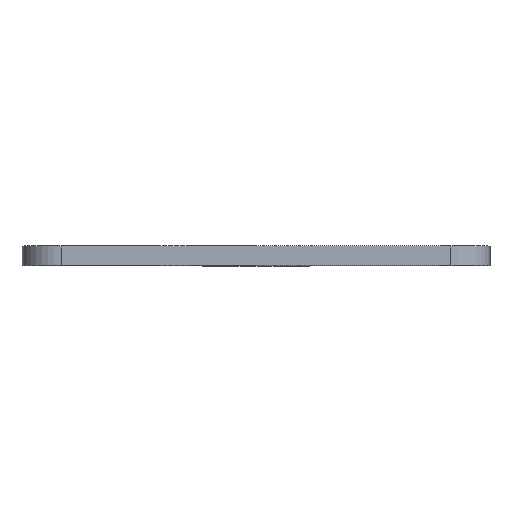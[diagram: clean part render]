
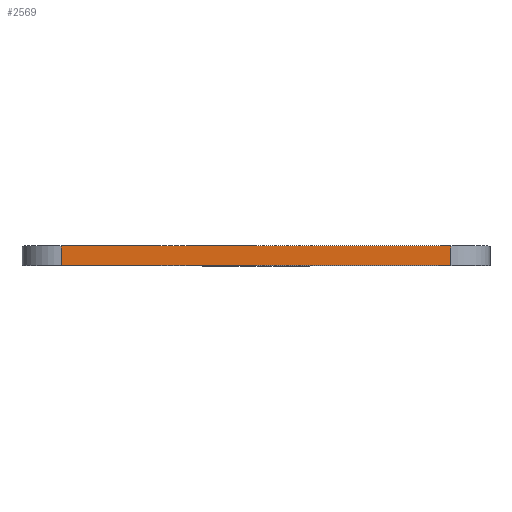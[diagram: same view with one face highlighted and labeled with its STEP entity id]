
A CAD part, top view. The second image highlights one B-rep face of the part: STEP entity #2569.
In plain terms, the highlighted planar face has unit normal (0, 0, 1).
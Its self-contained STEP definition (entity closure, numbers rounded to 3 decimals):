
#73 = PLANE('',#74);
#74 = AXIS2_PLACEMENT_3D('',#75,#76,#77);
#75 = CARTESIAN_POINT('',(0.,0.,
    15.264));
#76 = DIRECTION('',(0.,1.,0.));
#77 = DIRECTION('',(-1.,-0.,0.));
#132 = PLANE('',#133);
#133 = AXIS2_PLACEMENT_3D('',#134,#135,#136);
#134 = CARTESIAN_POINT('',(0.,-6.35,
    15.263));
#135 = DIRECTION('',(0.,1.,0.));
#136 = DIRECTION('',(-1.,-0.,0.));
#1166 = VERTEX_POINT('',#1167);
#1167 = CARTESIAN_POINT('',(63.5,-6.35,114.3));
#1186 = CYLINDRICAL_SURFACE('',#1187,12.7);
#1187 = AXIS2_PLACEMENT_3D('',#1188,#1189,#1190);
#1188 = CARTESIAN_POINT('',(63.5,-6.35,101.6));
#1189 = DIRECTION('',(-0.,1.,0.));
#1190 = DIRECTION('',(-1.,-0.,0.));
#1198 = EDGE_CURVE('',#1166,#1199,#1201,.T.);
#1199 = VERTEX_POINT('',#1200);
#1200 = CARTESIAN_POINT('',(-63.5,-6.35,114.3));
#1201 = SURFACE_CURVE('',#1202,(#1206,#1213),.PCURVE_S1.);
#1202 = LINE('',#1203,#1204);
#1203 = CARTESIAN_POINT('',(-63.5,-6.35,114.3));
#1204 = VECTOR('',#1205,1.);
#1205 = DIRECTION('',(-1.,0.,0.));
#1206 = PCURVE('',#132,#1207);
#1207 = DEFINITIONAL_REPRESENTATION('',(#1208),#1212);
#1208 = LINE('',#1209,#1210);
#1209 = CARTESIAN_POINT('',(63.5,99.036));
#1210 = VECTOR('',#1211,1.);
#1211 = DIRECTION('',(1.,0.));
#1212 = ( GEOMETRIC_REPRESENTATION_CONTEXT(2) 
PARAMETRIC_REPRESENTATION_CONTEXT() REPRESENTATION_CONTEXT('2D SPACE',''
  ) );
#1213 = PCURVE('',#1214,#1219);
#1214 = PLANE('',#1215);
#1215 = AXIS2_PLACEMENT_3D('',#1216,#1217,#1218);
#1216 = CARTESIAN_POINT('',(-63.5,-6.35,114.3));
#1217 = DIRECTION('',(0.,0.,-1.));
#1218 = DIRECTION('',(0.,1.,0.));
#1219 = DEFINITIONAL_REPRESENTATION('',(#1220),#1224);
#1220 = LINE('',#1221,#1222);
#1221 = CARTESIAN_POINT('',(0.,0.));
#1222 = VECTOR('',#1223,1.);
#1223 = DIRECTION('',(0.,-1.));
#1224 = ( GEOMETRIC_REPRESENTATION_CONTEXT(2) 
PARAMETRIC_REPRESENTATION_CONTEXT() REPRESENTATION_CONTEXT('2D SPACE',''
  ) );
#1247 = CYLINDRICAL_SURFACE('',#1248,12.7);
#1248 = AXIS2_PLACEMENT_3D('',#1249,#1250,#1251);
#1249 = CARTESIAN_POINT('',(-63.5,-6.35,101.6));
#1250 = DIRECTION('',(-0.,1.,0.));
#1251 = DIRECTION('',(-1.,-0.,0.));
#1795 = VERTEX_POINT('',#1796);
#1796 = CARTESIAN_POINT('',(-63.5,0.,114.3));
#1822 = EDGE_CURVE('',#1823,#1795,#1825,.T.);
#1823 = VERTEX_POINT('',#1824);
#1824 = CARTESIAN_POINT('',(63.5,0.,114.3));
#1825 = SURFACE_CURVE('',#1826,(#1830,#1837),.PCURVE_S1.);
#1826 = LINE('',#1827,#1828);
#1827 = CARTESIAN_POINT('',(-63.5,0.,114.3));
#1828 = VECTOR('',#1829,1.);
#1829 = DIRECTION('',(-1.,0.,0.));
#1830 = PCURVE('',#73,#1831);
#1831 = DEFINITIONAL_REPRESENTATION('',(#1832),#1836);
#1832 = LINE('',#1833,#1834);
#1833 = CARTESIAN_POINT('',(63.5,99.036));
#1834 = VECTOR('',#1835,1.);
#1835 = DIRECTION('',(1.,0.));
#1836 = ( GEOMETRIC_REPRESENTATION_CONTEXT(2) 
PARAMETRIC_REPRESENTATION_CONTEXT() REPRESENTATION_CONTEXT('2D SPACE',''
  ) );
#1837 = PCURVE('',#1214,#1838);
#1838 = DEFINITIONAL_REPRESENTATION('',(#1839),#1843);
#1839 = LINE('',#1840,#1841);
#1840 = CARTESIAN_POINT('',(6.35,0.));
#1841 = VECTOR('',#1842,1.);
#1842 = DIRECTION('',(0.,-1.));
#1843 = ( GEOMETRIC_REPRESENTATION_CONTEXT(2) 
PARAMETRIC_REPRESENTATION_CONTEXT() REPRESENTATION_CONTEXT('2D SPACE',''
  ) );
#2547 = EDGE_CURVE('',#1166,#1823,#2548,.T.);
#2548 = SURFACE_CURVE('',#2549,(#2553,#2560),.PCURVE_S1.);
#2549 = LINE('',#2550,#2551);
#2550 = CARTESIAN_POINT('',(63.5,-6.35,114.3));
#2551 = VECTOR('',#2552,1.);
#2552 = DIRECTION('',(-0.,1.,0.));
#2553 = PCURVE('',#1186,#2554);
#2554 = DEFINITIONAL_REPRESENTATION('',(#2555),#2559);
#2555 = LINE('',#2556,#2557);
#2556 = CARTESIAN_POINT('',(1.571,0.));
#2557 = VECTOR('',#2558,1.);
#2558 = DIRECTION('',(0.,1.));
#2559 = ( GEOMETRIC_REPRESENTATION_CONTEXT(2) 
PARAMETRIC_REPRESENTATION_CONTEXT() REPRESENTATION_CONTEXT('2D SPACE',''
  ) );
#2560 = PCURVE('',#1214,#2561);
#2561 = DEFINITIONAL_REPRESENTATION('',(#2562),#2566);
#2562 = LINE('',#2563,#2564);
#2563 = CARTESIAN_POINT('',(0.,127.));
#2564 = VECTOR('',#2565,1.);
#2565 = DIRECTION('',(1.,0.));
#2566 = ( GEOMETRIC_REPRESENTATION_CONTEXT(2) 
PARAMETRIC_REPRESENTATION_CONTEXT() REPRESENTATION_CONTEXT('2D SPACE',''
  ) );
#2569 = ADVANCED_FACE('',(#2570),#1214,.F.);
#2570 = FACE_BOUND('',#2571,.T.);
#2571 = EDGE_LOOP('',(#2572,#2573,#2594,#2595));
#2572 = ORIENTED_EDGE('',*,*,#1822,.T.);
#2573 = ORIENTED_EDGE('',*,*,#2574,.F.);
#2574 = EDGE_CURVE('',#1199,#1795,#2575,.T.);
#2575 = SURFACE_CURVE('',#2576,(#2580,#2587),.PCURVE_S1.);
#2576 = LINE('',#2577,#2578);
#2577 = CARTESIAN_POINT('',(-63.5,-6.35,114.3));
#2578 = VECTOR('',#2579,1.);
#2579 = DIRECTION('',(-0.,1.,0.));
#2580 = PCURVE('',#1214,#2581);
#2581 = DEFINITIONAL_REPRESENTATION('',(#2582),#2586);
#2582 = LINE('',#2583,#2584);
#2583 = CARTESIAN_POINT('',(0.,0.));
#2584 = VECTOR('',#2585,1.);
#2585 = DIRECTION('',(1.,0.));
#2586 = ( GEOMETRIC_REPRESENTATION_CONTEXT(2) 
PARAMETRIC_REPRESENTATION_CONTEXT() REPRESENTATION_CONTEXT('2D SPACE',''
  ) );
#2587 = PCURVE('',#1247,#2588);
#2588 = DEFINITIONAL_REPRESENTATION('',(#2589),#2593);
#2589 = LINE('',#2590,#2591);
#2590 = CARTESIAN_POINT('',(1.571,0.));
#2591 = VECTOR('',#2592,1.);
#2592 = DIRECTION('',(0.,1.));
#2593 = ( GEOMETRIC_REPRESENTATION_CONTEXT(2) 
PARAMETRIC_REPRESENTATION_CONTEXT() REPRESENTATION_CONTEXT('2D SPACE',''
  ) );
#2594 = ORIENTED_EDGE('',*,*,#1198,.F.);
#2595 = ORIENTED_EDGE('',*,*,#2547,.T.);
